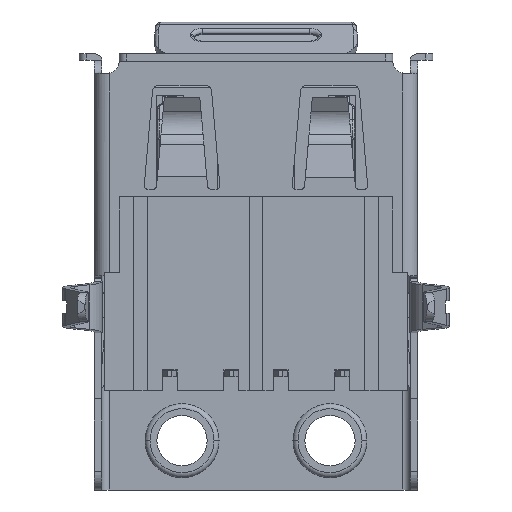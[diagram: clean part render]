
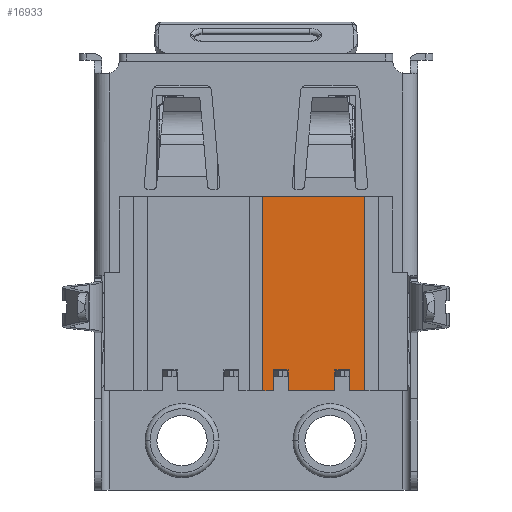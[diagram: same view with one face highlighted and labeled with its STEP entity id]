
A CAD part, front view. The second image highlights one B-rep face of the part: STEP entity #16933.
In plain terms, the highlighted planar face has unit normal (0, -1, 0).
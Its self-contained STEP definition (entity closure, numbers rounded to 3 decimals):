
#627 = CARTESIAN_POINT ( 'NONE',  ( 6.86, 0., -12.45 ) ) ;
#855 = CARTESIAN_POINT ( 'NONE',  ( 0., 0., -13.3 ) ) ;
#1786 = DIRECTION ( 'NONE',  ( 1., 0., 0. ) ) ;
#1980 = VECTOR ( 'NONE', #6281, 1000. ) ;
#2242 = CARTESIAN_POINT ( 'NONE',  ( 9.96, 0., -12.45 ) ) ;
#2392 = LINE ( 'NONE', #3074, #19250 ) ;
#2544 = LINE ( 'NONE', #23750, #13577 ) ;
#2645 = VERTEX_POINT ( 'NONE', #9146 ) ;
#2731 = EDGE_LOOP ( 'NONE', ( #12357, #21856, #21991, #8587, #23062, #24036, #2793, #27906, #8250, #14343, #6356, #24591 ) ) ;
#2793 = ORIENTED_EDGE ( 'NONE', *, *, #16198, .F. ) ;
#2869 = VECTOR ( 'NONE', #13770, 1000. ) ;
#3074 = CARTESIAN_POINT ( 'NONE',  ( 9.36, 0., -12.45 ) ) ;
#3091 = DIRECTION ( 'NONE',  ( 0., 0., -1. ) ) ;
#3473 = VERTEX_POINT ( 'NONE', #2242 ) ;
#4076 = CARTESIAN_POINT ( 'NONE',  ( 0., 0., -13.3 ) ) ;
#4305 = DIRECTION ( 'NONE',  ( -1., 0., 0. ) ) ;
#4758 = EDGE_CURVE ( 'NONE', #22807, #18755, #14581, .T. ) ;
#5073 = VERTEX_POINT ( 'NONE', #6126 ) ;
#5100 = EDGE_CURVE ( 'NONE', #3473, #27651, #6993, .T. ) ;
#5278 = EDGE_CURVE ( 'NONE', #3473, #7558, #14550, .T. ) ;
#6115 = VECTOR ( 'NONE', #1786, 1000. ) ;
#6126 = CARTESIAN_POINT ( 'NONE',  ( 6.86, 0., -13.3 ) ) ;
#6281 = DIRECTION ( 'NONE',  ( 1., 0., 0. ) ) ;
#6284 = VECTOR ( 'NONE', #17100, 1000. ) ;
#6356 = ORIENTED_EDGE ( 'NONE', *, *, #20166, .F. ) ;
#6677 = EDGE_CURVE ( 'NONE', #17365, #13626, #16527, .T. ) ;
#6993 = LINE ( 'NONE', #14977, #6284 ) ;
#7507 = DIRECTION ( 'NONE',  ( 0., 0., -1. ) ) ;
#7558 = VERTEX_POINT ( 'NONE', #28233 ) ;
#7874 = LINE ( 'NONE', #4076, #1980 ) ;
#8132 = VECTOR ( 'NONE', #4305, 1000. ) ;
#8250 = ORIENTED_EDGE ( 'NONE', *, *, #6677, .T. ) ;
#8345 = DIRECTION ( 'NONE',  ( 0., 0., -1. ) ) ;
#8415 = CARTESIAN_POINT ( 'NONE',  ( 6.44, 0., -13.3 ) ) ;
#8587 = ORIENTED_EDGE ( 'NONE', *, *, #24127, .T. ) ;
#9146 = CARTESIAN_POINT ( 'NONE',  ( 6.44, 0., -5.43 ) ) ;
#9343 = CARTESIAN_POINT ( 'NONE',  ( 10.57, 0., -5.43 ) ) ;
#9683 = CARTESIAN_POINT ( 'NONE',  ( 10.57, 0., -13.3 ) ) ;
#11013 = CARTESIAN_POINT ( 'NONE',  ( 9.36, 0., -13.3 ) ) ;
#11449 = EDGE_CURVE ( 'NONE', #17365, #16649, #23896, .T. ) ;
#12092 = VECTOR ( 'NONE', #28405, 1000. ) ;
#12193 = CARTESIAN_POINT ( 'NONE',  ( 7.46, 0., -13.3 ) ) ;
#12266 = VECTOR ( 'NONE', #8345, 1000. ) ;
#12357 = ORIENTED_EDGE ( 'NONE', *, *, #5100, .T. ) ;
#13357 = DIRECTION ( 'NONE',  ( -1., 0., 0. ) ) ;
#13367 = CARTESIAN_POINT ( 'NONE',  ( 6.44, 0., -5.43 ) ) ;
#13395 = CARTESIAN_POINT ( 'NONE',  ( 9.96, 0., -13.3 ) ) ;
#13577 = VECTOR ( 'NONE', #25980, 1000. ) ;
#13626 = VERTEX_POINT ( 'NONE', #12193 ) ;
#13660 = CARTESIAN_POINT ( 'NONE',  ( 10.57, 0., -5.43 ) ) ;
#13770 = DIRECTION ( 'NONE',  ( 0., 0., -1. ) ) ;
#13779 = VERTEX_POINT ( 'NONE', #8415 ) ;
#14064 = PLANE ( 'NONE',  #15527 ) ;
#14343 = ORIENTED_EDGE ( 'NONE', *, *, #17077, .T. ) ;
#14550 = LINE ( 'NONE', #17773, #19691 ) ;
#14581 = LINE ( 'NONE', #9343, #2869 ) ;
#14885 = LINE ( 'NONE', #13367, #25891 ) ;
#14977 = CARTESIAN_POINT ( 'NONE',  ( 9.96, 0., -12.45 ) ) ;
#14986 = CARTESIAN_POINT ( 'NONE',  ( 0., 0., -13.3 ) ) ;
#15527 = AXIS2_PLACEMENT_3D ( 'NONE', #855, #16269, #3091 ) ;
#15551 = DIRECTION ( 'NONE',  ( 0., 0., 1. ) ) ;
#16198 = EDGE_CURVE ( 'NONE', #16649, #5073, #18113, .T. ) ;
#16269 = DIRECTION ( 'NONE',  ( 0., -1., 0. ) ) ;
#16527 = LINE ( 'NONE', #26213, #12092 ) ;
#16649 = VERTEX_POINT ( 'NONE', #23046 ) ;
#16933 = ADVANCED_FACE ( 'NONE', ( #23546 ), #14064, .T. ) ;
#17077 = EDGE_CURVE ( 'NONE', #13626, #23246, #2544, .T. ) ;
#17100 = DIRECTION ( 'NONE',  ( 0., 0., -1. ) ) ;
#17365 = VERTEX_POINT ( 'NONE', #18193 ) ;
#17496 = CARTESIAN_POINT ( 'NONE',  ( 0., 0., -5.43 ) ) ;
#17773 = CARTESIAN_POINT ( 'NONE',  ( 9.36, 0., -12.45 ) ) ;
#18113 = LINE ( 'NONE', #26035, #12266 ) ;
#18193 = CARTESIAN_POINT ( 'NONE',  ( 7.46, 0., -12.45 ) ) ;
#18455 = LINE ( 'NONE', #17496, #8132 ) ;
#18519 = LINE ( 'NONE', #14986, #6115 ) ;
#18755 = VERTEX_POINT ( 'NONE', #9683 ) ;
#18762 = VECTOR ( 'NONE', #24807, 1000. ) ;
#19250 = VECTOR ( 'NONE', #7507, 1000. ) ;
#19691 = VECTOR ( 'NONE', #13357, 1000. ) ;
#20166 = EDGE_CURVE ( 'NONE', #7558, #23246, #2392, .T. ) ;
#20954 = EDGE_CURVE ( 'NONE', #27651, #18755, #7874, .T. ) ;
#21856 = ORIENTED_EDGE ( 'NONE', *, *, #20954, .T. ) ;
#21991 = ORIENTED_EDGE ( 'NONE', *, *, #4758, .F. ) ;
#22037 = EDGE_CURVE ( 'NONE', #13779, #5073, #18519, .T. ) ;
#22807 = VERTEX_POINT ( 'NONE', #13660 ) ;
#23046 = CARTESIAN_POINT ( 'NONE',  ( 6.86, 0., -12.45 ) ) ;
#23062 = ORIENTED_EDGE ( 'NONE', *, *, #26464, .F. ) ;
#23246 = VERTEX_POINT ( 'NONE', #11013 ) ;
#23546 = FACE_OUTER_BOUND ( 'NONE', #2731, .T. ) ;
#23750 = CARTESIAN_POINT ( 'NONE',  ( 0., 0., -13.3 ) ) ;
#23896 = LINE ( 'NONE', #627, #18762 ) ;
#24036 = ORIENTED_EDGE ( 'NONE', *, *, #22037, .T. ) ;
#24127 = EDGE_CURVE ( 'NONE', #22807, #2645, #18455, .T. ) ;
#24591 = ORIENTED_EDGE ( 'NONE', *, *, #5278, .F. ) ;
#24807 = DIRECTION ( 'NONE',  ( -1., 0., 0. ) ) ;
#25891 = VECTOR ( 'NONE', #15551, 1000. ) ;
#25980 = DIRECTION ( 'NONE',  ( 1., 0., 0. ) ) ;
#26035 = CARTESIAN_POINT ( 'NONE',  ( 6.86, 0., -12.45 ) ) ;
#26213 = CARTESIAN_POINT ( 'NONE',  ( 7.46, 0., -12.45 ) ) ;
#26464 = EDGE_CURVE ( 'NONE', #13779, #2645, #14885, .T. ) ;
#27651 = VERTEX_POINT ( 'NONE', #13395 ) ;
#27906 = ORIENTED_EDGE ( 'NONE', *, *, #11449, .F. ) ;
#28233 = CARTESIAN_POINT ( 'NONE',  ( 9.36, 0., -12.45 ) ) ;
#28405 = DIRECTION ( 'NONE',  ( 0., 0., -1. ) ) ;
